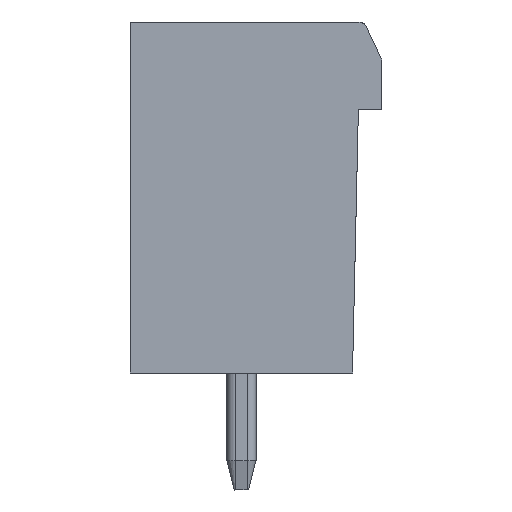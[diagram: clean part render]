
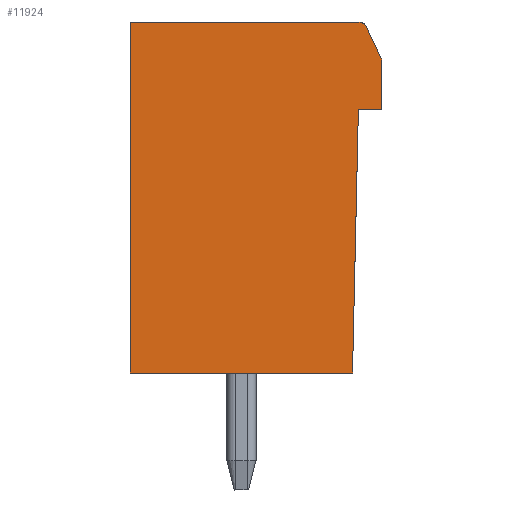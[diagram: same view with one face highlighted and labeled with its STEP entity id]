
A CAD part, left-side view. The second image highlights one B-rep face of the part: STEP entity #11924.
In plain terms, the highlighted planar face has unit normal (-1, 0, 0).
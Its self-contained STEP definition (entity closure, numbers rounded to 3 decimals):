
#450=DIRECTION('',(0.,0.,1.));
#451=VECTOR('',#450,1.7);
#452=CARTESIAN_POINT('',(-28.918,0.,
-3.));
#453=LINE('',#452,#451);
#490=DIRECTION('',(0.,-1.,0.));
#491=VECTOR('',#490,0.8);
#492=CARTESIAN_POINT('',(-28.918,0.8,-3.));
#493=LINE('',#492,#491);
#1658=DIRECTION('',(0.,-1.,0.));
#1659=VECTOR('',#1658,7.6);
#1660=CARTESIAN_POINT('',(-28.918,8.6,-12.));
#1661=LINE('',#1660,#1659);
#1830=DIRECTION('',(0.,0.,-1.));
#1831=VECTOR('',#1830,12.);
#1832=CARTESIAN_POINT('',(-28.918,8.6,0.));
#1833=LINE('',#1832,#1831);
#1911=DIRECTION('',(0.,1.,0.));
#1912=VECTOR('',#1911,7.808);
#1913=CARTESIAN_POINT('',(-28.918,0.792,
0.));
#1914=LINE('',#1913,#1912);
#2073=DIRECTION('',(0.,0.022,-1.));
#2074=VECTOR('',#2073,9.002);
#2075=CARTESIAN_POINT('',(-28.918,0.8,-3.));
#2076=LINE('',#2075,#2074);
#2077=CARTESIAN_POINT('',(-28.918,0.792,
-0.3));
#2078=DIRECTION('',(1.,0.,0.));
#2079=DIRECTION('',(0.,0.,1.));
#2080=AXIS2_PLACEMENT_3D('',#2077,#2078,#2079);
#2082=DIRECTION('',(0.,-0.419,-0.908));
#2083=VECTOR('',#2082,1.24);
#2084=CARTESIAN_POINT('',(-28.918,0.52,
-0.174));
#2085=LINE('',#2084,#2083);
#8236=CARTESIAN_POINT('',(-28.918,0.,
-3.));
#8238=VERTEX_POINT('',#8236);
#8239=CARTESIAN_POINT('',(-28.918,0.,
-1.3));
#8240=VERTEX_POINT('',#8239);
#8264=CARTESIAN_POINT('',(-28.918,0.8,-3.));
#8266=VERTEX_POINT('',#8264);
#8268=CARTESIAN_POINT('',(-28.918,1.,-12.));
#8270=VERTEX_POINT('',#8268);
#8277=CARTESIAN_POINT('',(-28.918,8.6,-12.));
#8278=VERTEX_POINT('',#8277);
#8388=CARTESIAN_POINT('',(-28.918,8.6,0.));
#8390=VERTEX_POINT('',#8388);
#8423=CARTESIAN_POINT('',(-28.918,0.792,
0.));
#8424=VERTEX_POINT('',#8423);
#8462=CARTESIAN_POINT('',(-28.918,0.52,
-0.174));
#8463=VERTEX_POINT('',#8462);
#11909=CARTESIAN_POINT('',(-28.918,4.3,
-6.));
#11910=DIRECTION('',(1.,0.,0.));
#11911=DIRECTION('',(0.,1.,0.));
#11912=AXIS2_PLACEMENT_3D('',#11909,#11910,#11911);
#11913=PLANE('',#11912);
#11914=ORIENTED_EDGE('',*,*,#10853,.T.);
#11915=ORIENTED_EDGE('',*,*,#11486,.F.);
#11916=ORIENTED_EDGE('',*,*,#11623,.F.);
#11917=ORIENTED_EDGE('',*,*,#11689,.F.);
#11918=ORIENTED_EDGE('',*,*,#11903,.T.);
#11919=ORIENTED_EDGE('',*,*,#11891,.T.);
#11920=ORIENTED_EDGE('',*,*,#10799,.F.);
#11921=ORIENTED_EDGE('',*,*,#10838,.F.);
#11922=EDGE_LOOP('',(#11914,#11915,#11916,#11917,#11918,#11919,#11920,#11921));
#11923=FACE_OUTER_BOUND('',#11922,.F.);
#2081=CIRCLE('',#2080,0.3);
#10799=EDGE_CURVE('',#8238,#8240,#453,.T.);
#10838=EDGE_CURVE('',#8266,#8238,#493,.T.);
#10853=EDGE_CURVE('',#8266,#8270,#2076,.T.);
#11486=EDGE_CURVE('',#8278,#8270,#1661,.T.);
#11623=EDGE_CURVE('',#8390,#8278,#1833,.T.);
#11689=EDGE_CURVE('',#8424,#8390,#1914,.T.);
#11891=EDGE_CURVE('',#8463,#8240,#2085,.T.);
#11903=EDGE_CURVE('',#8424,#8463,#2081,.T.);
#11924=ADVANCED_FACE('',(#11923),#11913,.F.);
